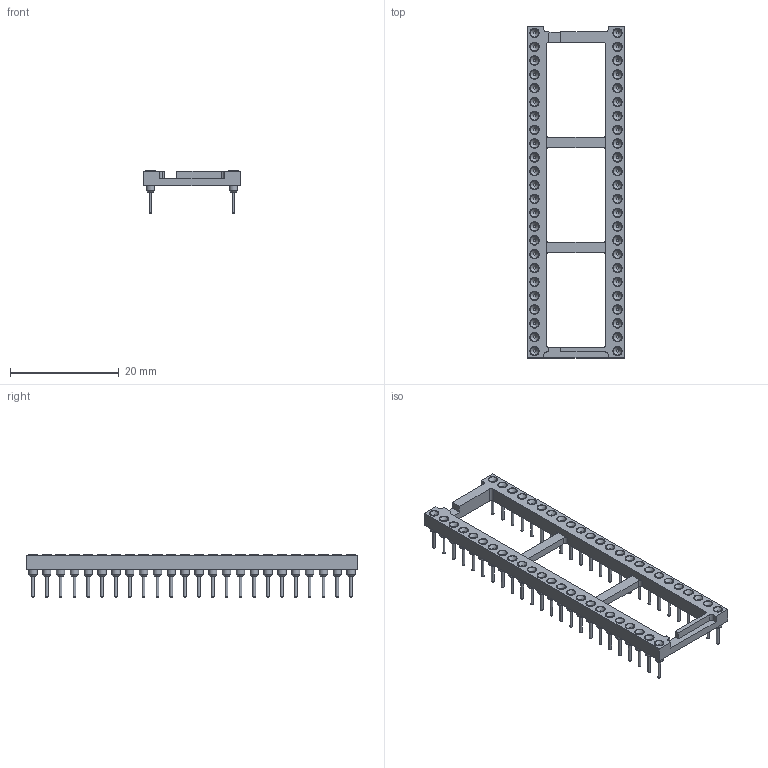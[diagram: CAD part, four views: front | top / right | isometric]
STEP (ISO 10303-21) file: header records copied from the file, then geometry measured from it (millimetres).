
FILE_DESCRIPTION(/* description */ ('model of DIP-48_W15.24mm_Socket'),/* implementation_level */ '2;1');
FILE_NAME(/* name */ 'DIP-48_W15.24mm_Socket.step',/* time_stamp */ '2017-11-03T14:51:33',/* author */ ('Terje Io','https://github.com/terjeio'),/* organization */ ('FreeCAD'),/* preprocessor_version */ 'OCC',/* originating_system */ 'kicad StepUp',/* authorisation */ '');
FILE_SCHEMA(('AUTOMOTIVE_DESIGN_CC2 { 1 2 10303 214 -1 1 5 4 }'));
Length unit declared in the file: millimetre
Products named in the file (1): DIP_48_W1524mm_Socket
Bounding box: 17.78 x 60.96 x 7.79 mm (x, y, z)
Volume: 1347.4 mm3; surface area: 2567.6 mm2
Topology: 1 solids, 1 shells, 623 faces, 1054 edges, 670 vertices
Faces by surface type: plane 271, cylinder 208, cone 144
Full cylindrical faces by diameter (mm): 0.508 x96, 1.524 x48, 1.724 x48
Entity records: 10901 total; most frequent: ORIENTED_EDGE 1842, CARTESIAN_POINT 1537, AXIS2_PLACEMENT_3D 1077, EDGE_CURVE 1054, FACE_BOUND 866, EDGE_LOOP 866, VERTEX_POINT 670, ADVANCED_FACE 623
